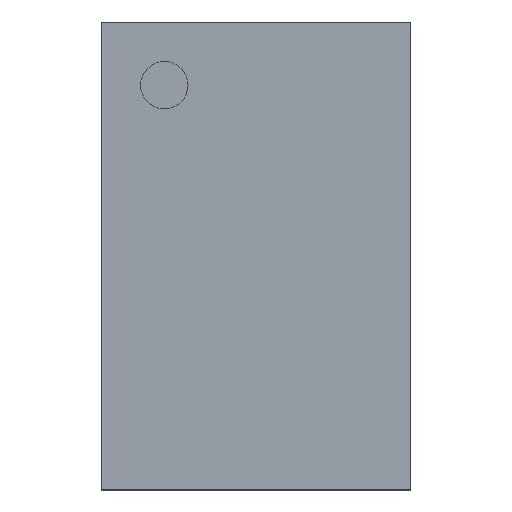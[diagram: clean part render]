
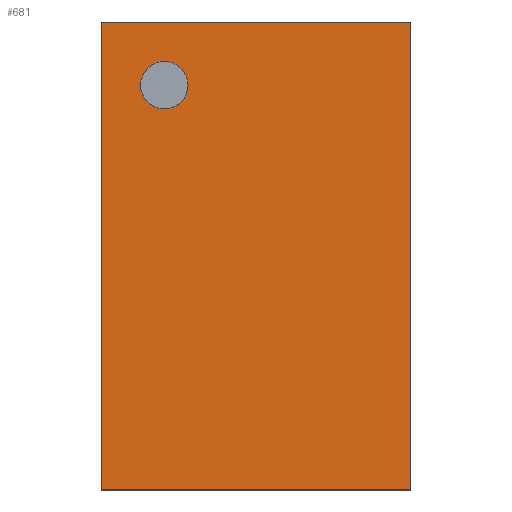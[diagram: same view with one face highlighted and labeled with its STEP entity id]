
A CAD part, top view. The second image highlights one B-rep face of the part: STEP entity #681.
In plain terms, the highlighted planar face has unit normal (0, 0, 1).
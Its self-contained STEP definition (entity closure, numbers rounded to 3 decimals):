
#24 = VERTEX_POINT('',#25);
#25 = CARTESIAN_POINT('',(-0.365,0.541,0.491));
#31 = EDGE_CURVE('',#32,#24,#34,.T.);
#32 = VERTEX_POINT('',#33);
#33 = CARTESIAN_POINT('',(-0.215,0.541,0.491));
#34 = CIRCLE('',#35,0.075);
#35 = AXIS2_PLACEMENT_3D('',#36,#37,#38);
#36 = CARTESIAN_POINT('',(-0.29,0.541,0.491));
#37 = DIRECTION('',(0.,0.,1.));
#38 = DIRECTION('',(-1.,0.,0.));
#572 = VERTEX_POINT('',#573);
#573 = CARTESIAN_POINT('',(-0.49,0.741,0.491));
#579 = EDGE_CURVE('',#580,#572,#582,.T.);
#580 = VERTEX_POINT('',#581);
#581 = CARTESIAN_POINT('',(0.49,0.741,0.491));
#582 = LINE('',#583,#584);
#583 = CARTESIAN_POINT('',(0.49,0.741,0.491));
#584 = VECTOR('',#585,1.);
#585 = DIRECTION('',(-1.,0.,0.));
#610 = VERTEX_POINT('',#611);
#611 = CARTESIAN_POINT('',(-0.49,-0.739,0.491));
#617 = EDGE_CURVE('',#572,#610,#618,.T.);
#618 = LINE('',#619,#620);
#619 = CARTESIAN_POINT('',(-0.49,0.741,0.491));
#620 = VECTOR('',#621,1.);
#621 = DIRECTION('',(0.,-1.,0.));
#641 = VERTEX_POINT('',#642);
#642 = CARTESIAN_POINT('',(0.49,-0.739,0.491));
#648 = EDGE_CURVE('',#610,#641,#649,.T.);
#649 = LINE('',#650,#651);
#650 = CARTESIAN_POINT('',(0.49,-0.739,0.491));
#651 = VECTOR('',#652,1.);
#652 = DIRECTION('',(1.,0.,0.));
#670 = EDGE_CURVE('',#641,#580,#671,.T.);
#671 = LINE('',#672,#673);
#672 = CARTESIAN_POINT('',(0.49,0.741,0.491));
#673 = VECTOR('',#674,1.);
#674 = DIRECTION('',(0.,1.,0.));
#681 = ADVANCED_FACE('',(#682,#692),#698,.T.);
#682 = FACE_BOUND('',#683,.T.);
#683 = EDGE_LOOP('',(#684,#691));
#684 = ORIENTED_EDGE('',*,*,#685,.F.);
#685 = EDGE_CURVE('',#24,#32,#686,.T.);
#686 = CIRCLE('',#687,0.075);
#687 = AXIS2_PLACEMENT_3D('',#688,#689,#690);
#688 = CARTESIAN_POINT('',(-0.29,0.541,0.491));
#689 = DIRECTION('',(0.,0.,1.));
#690 = DIRECTION('',(-1.,0.,0.));
#691 = ORIENTED_EDGE('',*,*,#31,.F.);
#692 = FACE_BOUND('',#693,.T.);
#693 = EDGE_LOOP('',(#694,#695,#696,#697));
#694 = ORIENTED_EDGE('',*,*,#579,.T.);
#695 = ORIENTED_EDGE('',*,*,#617,.T.);
#696 = ORIENTED_EDGE('',*,*,#648,.T.);
#697 = ORIENTED_EDGE('',*,*,#670,.T.);
#698 = PLANE('',#699);
#699 = AXIS2_PLACEMENT_3D('',#700,#701,#702);
#700 = CARTESIAN_POINT('',(0.,0.001,0.491));
#701 = DIRECTION('',(0.,0.,1.));
#702 = DIRECTION('',(-1.,0.,0.));
